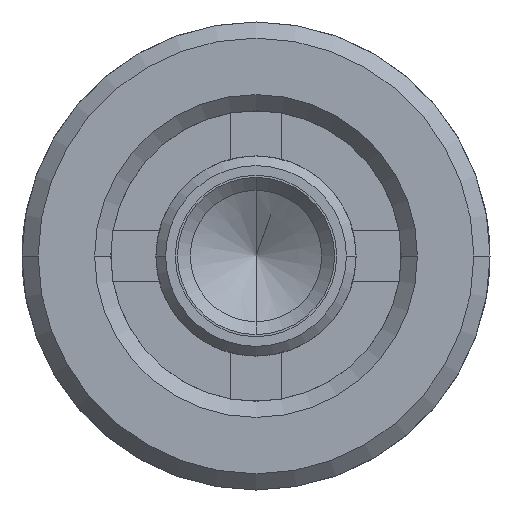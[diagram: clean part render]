
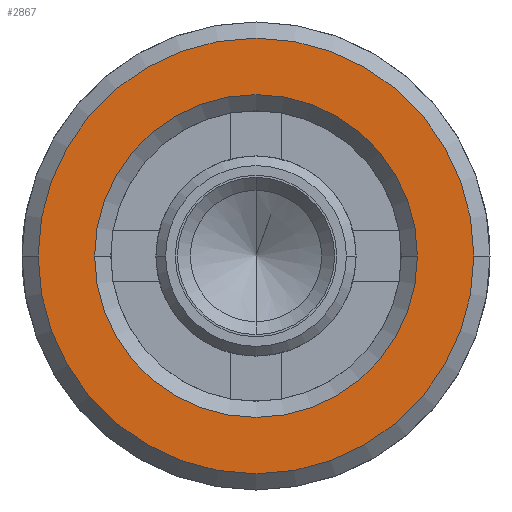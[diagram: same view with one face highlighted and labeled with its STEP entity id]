
A CAD part, left-side view. The second image highlights one B-rep face of the part: STEP entity #2867.
In plain terms, the highlighted planar face has unit normal (-1, 0, 0).
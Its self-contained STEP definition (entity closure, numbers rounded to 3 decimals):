
#589=CARTESIAN_POINT('',(0.,0.,0.));
#590=DIRECTION('',(1.,0.,0.));
#591=DIRECTION('',(0.,1.,0.));
#592=AXIS2_PLACEMENT_3D('',#589,#590,#591);
#609=CARTESIAN_POINT('',(0.,0.,0.));
#610=DIRECTION('',(-1.,0.,0.));
#611=DIRECTION('',(0.,1.,0.));
#612=AXIS2_PLACEMENT_3D('',#609,#610,#611);
#971=CARTESIAN_POINT('',(0.,0.,0.));
#972=DIRECTION('',(-1.,0.,0.));
#973=DIRECTION('',(0.,1.,0.));
#974=AXIS2_PLACEMENT_3D('',#971,#972,#973);
#989=CARTESIAN_POINT('',(0.,0.,0.));
#990=DIRECTION('',(-1.,0.,0.));
#991=DIRECTION('',(0.,-1.,0.));
#992=AXIS2_PLACEMENT_3D('',#989,#990,#991);
#1835=CARTESIAN_POINT('',(0.,6.75,0.));
#1836=CARTESIAN_POINT('',(0.,-6.75,0.));
#1837=VERTEX_POINT('',#1835);
#1838=VERTEX_POINT('',#1836);
#1843=CARTESIAN_POINT('',(0.,-5.,0.));
#1844=CARTESIAN_POINT('',(0.,5.,0.));
#1845=VERTEX_POINT('',#1843);
#1846=VERTEX_POINT('',#1844);
#2851=CARTESIAN_POINT('',(0.,0.,0.));
#2852=DIRECTION('',(1.,0.,0.));
#2853=DIRECTION('',(0.,-1.,0.));
#2854=AXIS2_PLACEMENT_3D('',#2851,#2852,#2853);
#2855=PLANE('',#2854);
#2857=ORIENTED_EDGE('',*,*,#2856,.F.);
#2858=ORIENTED_EDGE('',*,*,#2834,.T.);
#2859=EDGE_LOOP('',(#2857,#2858));
#2860=FACE_OUTER_BOUND('',#2859,.F.);
#2862=ORIENTED_EDGE('',*,*,#2861,.T.);
#2864=ORIENTED_EDGE('',*,*,#2863,.T.);
#2865=EDGE_LOOP('',(#2862,#2864));
#2866=FACE_BOUND('',#2865,.F.);
#2867=ADVANCED_FACE('',(#2860,#2866),#2855,.F.);
#593=CIRCLE('',#592,6.75);
#613=CIRCLE('',#612,6.75);
#975=CIRCLE('',#974,5.);
#993=CIRCLE('',#992,5.);
#2834=EDGE_CURVE('',#1837,#1838,#593,.T.);
#2856=EDGE_CURVE('',#1837,#1838,#613,.T.);
#2861=EDGE_CURVE('',#1846,#1845,#975,.T.);
#2863=EDGE_CURVE('',#1845,#1846,#993,.T.);
